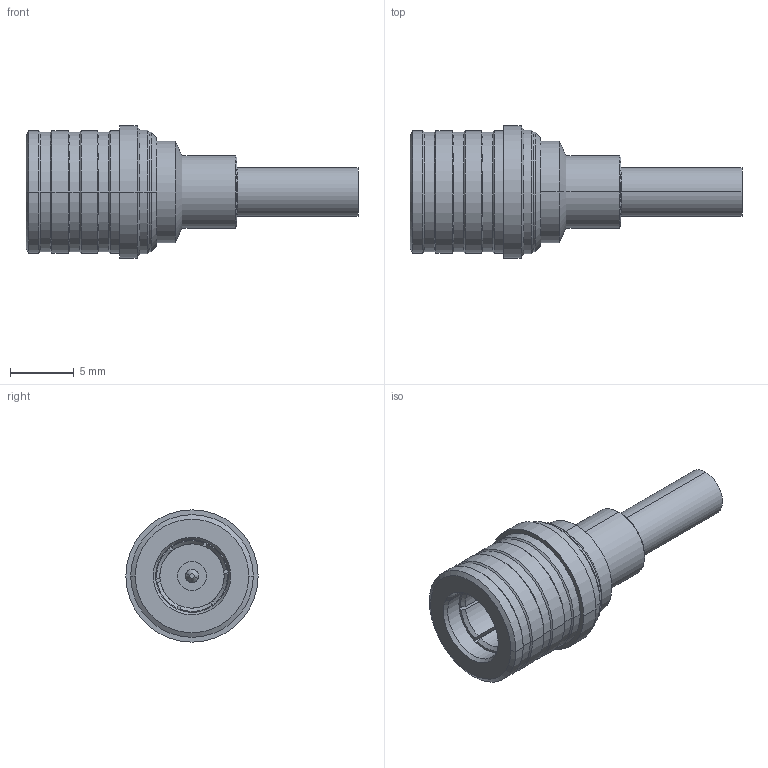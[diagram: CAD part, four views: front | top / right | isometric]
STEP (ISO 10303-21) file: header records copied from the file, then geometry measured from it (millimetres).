
FILE_DESCRIPTION (( 'STEP AP203' ), '1' );
FILE_NAME ('FMCN1892.STEP', '2022-01-21T19:56:49', ( '' ), ( '' ), 'SwSTEP 2.0', 'SolidWorks 2021', '' );
FILE_SCHEMA (( 'CONFIG_CONTROL_DESIGN' ));
Length unit declared in the file: inch
Products named in the file (1): FMCN1892
Bounding box: 26.14 x 10.41 x 10.41 mm (x, y, z)
Volume: 700.2 mm3; surface area: 1462.9 mm2
Topology: 2 solids, 2 shells, 142 faces, 348 edges, 211 vertices
Faces by surface type: cylinder 54, cone 47, plane 41
Entity records: 4324 total; most frequent: CARTESIAN_POINT 816, DIRECTION 761, ORIENTED_EDGE 696, EDGE_CURVE 348, AXIS2_PLACEMENT_3D 300, VERTEX_POINT 211, LINE 161, VECTOR 161
